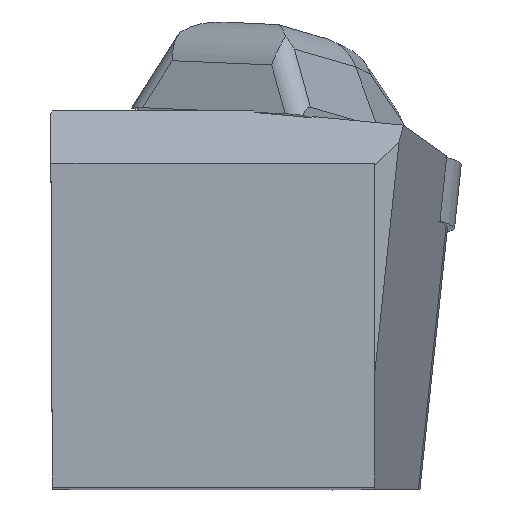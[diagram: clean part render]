
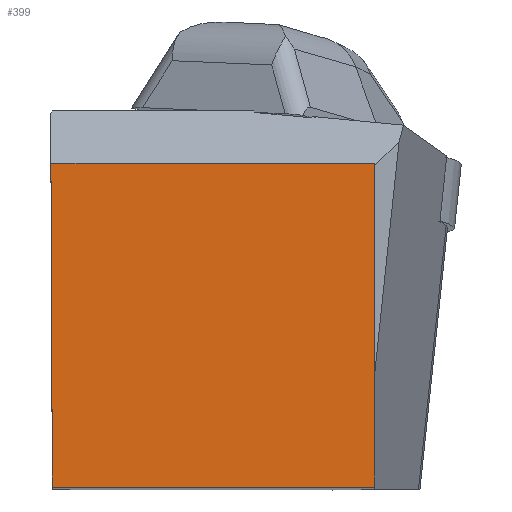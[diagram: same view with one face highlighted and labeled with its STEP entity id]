
A CAD part, top view. The second image highlights one B-rep face of the part: STEP entity #399.
In plain terms, the highlighted planar face has unit normal (0, 0, 1).
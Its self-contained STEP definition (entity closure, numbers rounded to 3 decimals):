
#103=FACE_OUTER_BOUND('',#516,.T.);
#176=LINE('',#1743,#283);
#181=LINE('',#1753,#288);
#186=LINE('',#1761,#293);
#187=LINE('',#1763,#294);
#283=VECTOR('',#1368,1.);
#288=VECTOR('',#1375,1.);
#293=VECTOR('',#1384,1.);
#294=VECTOR('',#1385,1.);
#399=ADVANCED_FACE('BLANK_BOXF006',(#103),#450,.F.);
#450=PLANE('',#1209);
#516=EDGE_LOOP('',(#638,#639,#640,#641));
#638=ORIENTED_EDGE('',*,*,#1004,.T.);
#639=ORIENTED_EDGE('',*,*,#1005,.T.);
#640=ORIENTED_EDGE('',*,*,#994,.T.);
#641=ORIENTED_EDGE('',*,*,#999,.T.);
#890=VERTEX_POINT('',#1742);
#891=VERTEX_POINT('',#1744);
#894=VERTEX_POINT('',#1752);
#896=VERTEX_POINT('',#1762);
#994=EDGE_CURVE('',#891,#890,#176,.T.);
#999=EDGE_CURVE('',#890,#894,#181,.T.);
#1004=EDGE_CURVE('',#894,#896,#186,.T.);
#1005=EDGE_CURVE('',#896,#891,#187,.T.);
#1209=AXIS2_PLACEMENT_3D('',#1764,#1386,#1387);
#1368=DIRECTION('',(0.004,-1.,0.));
#1375=DIRECTION('',(1.,0.,0.));
#1384=DIRECTION('',(0.,1.,0.));
#1385=DIRECTION('',(-1.,0.,0.));
#1386=DIRECTION('',(0.,0.,-1.));
#1387=DIRECTION('',(1.,0.,0.));
#1742=CARTESIAN_POINT('',(0.139,0.,0.));
#1743=CARTESIAN_POINT('',(-0.692,190.348,0.));
#1744=CARTESIAN_POINT('',(0.,31.85,0.));
#1752=CARTESIAN_POINT('',(31.85,0.,0.));
#1753=CARTESIAN_POINT('',(-190.35,0.,0.));
#1761=CARTESIAN_POINT('',(31.85,-190.35,0.));
#1762=CARTESIAN_POINT('',(31.85,31.85,0.));
#1763=CARTESIAN_POINT('',(190.35,31.85,0.));
#1764=CARTESIAN_POINT('',(59.35,-5.,0.));
